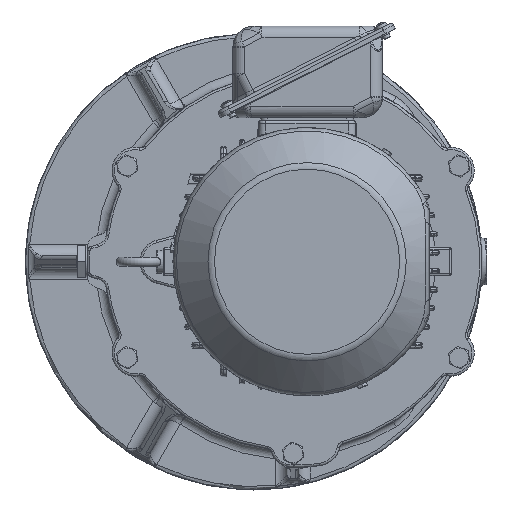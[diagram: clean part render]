
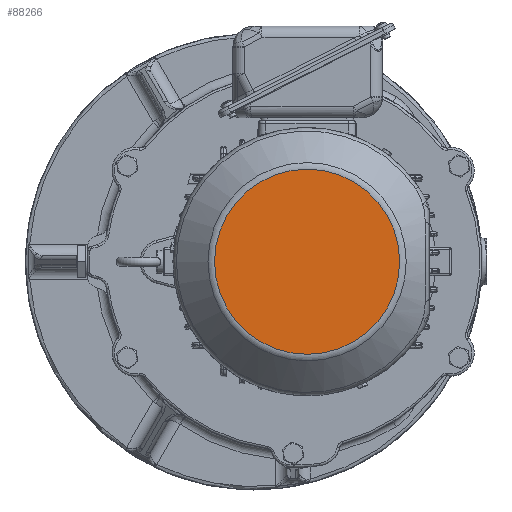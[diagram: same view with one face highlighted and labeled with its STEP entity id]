
A CAD part, left-side view. The second image highlights one B-rep face of the part: STEP entity #88266.
In plain terms, the highlighted planar face has unit normal (-1, 0, 0).
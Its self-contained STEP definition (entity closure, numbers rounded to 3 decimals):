
#19266 = DIRECTION ( 'NONE',  ( 0., -1., 0. ) ) ;
#26877 = PLANE ( 'NONE',  #57138 ) ;
#28281 = FACE_OUTER_BOUND ( 'NONE', #43779, .T. ) ;
#28714 = CARTESIAN_POINT ( 'NONE',  ( -327., 71., 0. ) ) ;
#30381 = ORIENTED_EDGE ( 'NONE', *, *, #37505, .T. ) ;
#33169 = CIRCLE ( 'NONE', #85366, 79.686 ) ;
#37505 = EDGE_CURVE ( 'NONE', #49156, #49156, #33169, .T. ) ;
#43779 = EDGE_LOOP ( 'NONE', ( #30381 ) ) ;
#49156 = VERTEX_POINT ( 'NONE', #50077 ) ;
#50077 = CARTESIAN_POINT ( 'NONE',  ( -327., -91.686, 0. ) ) ;
#54799 = DIRECTION ( 'NONE',  ( -1., 0., 0. ) ) ;
#57138 = AXIS2_PLACEMENT_3D ( 'NONE', #28714, #91281, #62820 ) ;
#62820 = DIRECTION ( 'NONE',  ( 0., -1., 0. ) ) ;
#77159 = CARTESIAN_POINT ( 'NONE',  ( -327., -12., 0. ) ) ;
#85366 = AXIS2_PLACEMENT_3D ( 'NONE', #77159, #54799, #19266 ) ;
#88266 = ADVANCED_FACE ( 'NONE', ( #28281 ), #26877, .F. ) ;
#91281 = DIRECTION ( 'NONE',  ( 1., 0., 0. ) ) ;
